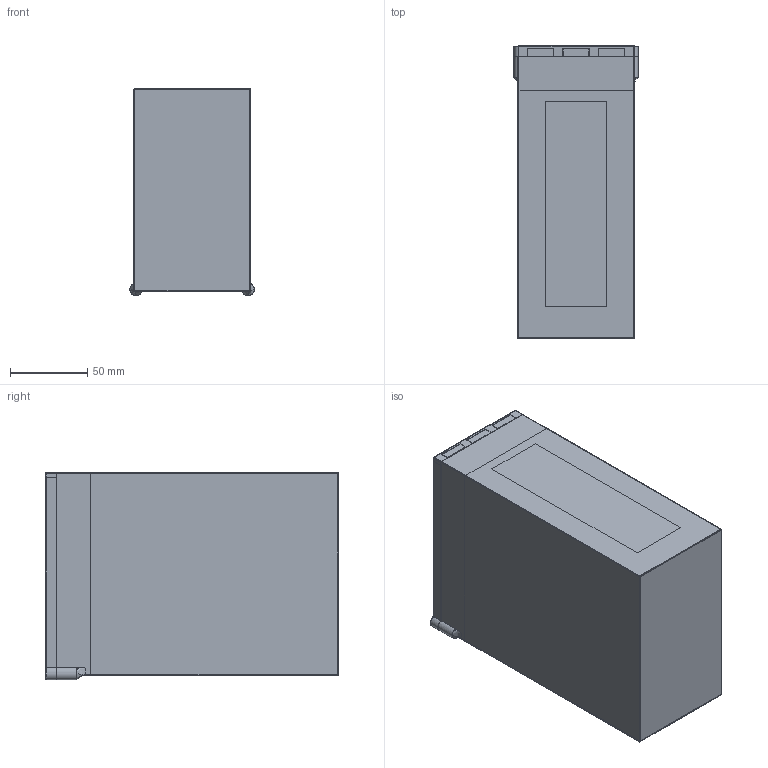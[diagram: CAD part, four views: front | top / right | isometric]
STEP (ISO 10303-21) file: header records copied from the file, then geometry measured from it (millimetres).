
FILE_DESCRIPTION(/* description */ (''),/* implementation_level */ '2;1');
FILE_NAME(/* name */ 'Batteriebox_fertig_verwendet_v11.step',/* time_stamp */ '2025-03-29T15:11:05+01:00',/* author */ (''),/* organization */ (''),/* preprocessor_version */ 'ST-DEVELOPER v20.1',/* originating_system */ 'Autodesk Translation Framework v14.4.0.0',/* authorisation */ '');
FILE_SCHEMA (('AUTOMOTIVE_DESIGN { 1 0 10303 214 3 1 1 }'));
Length unit declared in the file: millimetre
Products named in the file (9): Batteriebox_fertig_verwendet; Component1; Component2; Component3; Component4; Component5; Component6; Component7; Grundplatte_Balancer_board v1
Assembly tree (8 placements, depth 2):
  Batteriebox_fertig_verwendet
    Component1
    Component2
    Component3
    Component4
    Component5
    Component6
    Component7
    Grundplatte_Balancer_board v1
Bounding box: 80.59 x 189.01 x 134.25 mm (x, y, z)
Surface area: 1217736.2 mm2
Topology: 34 solids, 34 shells, 357 faces, 812 edges, 532 vertices
Faces by surface type: plane 272, cylinder 65, cone 6, sphere 6, bspline 6, torus 2
Full cylindrical faces by diameter (mm): 1.5 x6, 2 x8, 8 x6
Entity records: 10711 total; most frequent: CARTESIAN_POINT 2341, DIRECTION 1642, ORIENTED_EDGE 1616, EDGE_CURVE 808, LINE 646, VECTOR 646, VERTEX_POINT 532, AXIS2_PLACEMENT_3D 498
